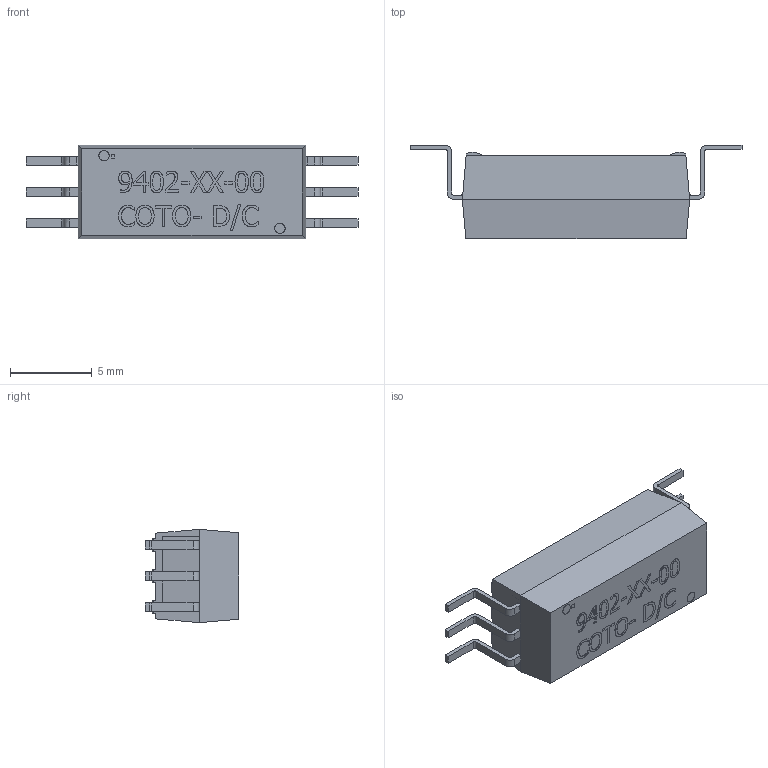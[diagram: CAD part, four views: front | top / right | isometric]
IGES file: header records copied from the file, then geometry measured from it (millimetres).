
Global section: file name: No Iges File Name specified; native system: Autodesk Inventor 2013; preprocessor: AutoDesk Inventor Iges Exporter R2013; author: odafonseca; date: 20130604.161656; units: inch
Bounding box: 20.33 x 5.72 x 5.71 mm (x, y, z)
Volume: 237 mm3; surface area: 609.4 mm2
Topology: 1 solids, 2 shells, 377 faces, 1012 edges, 676 vertices
Faces by surface type: bspline 377
